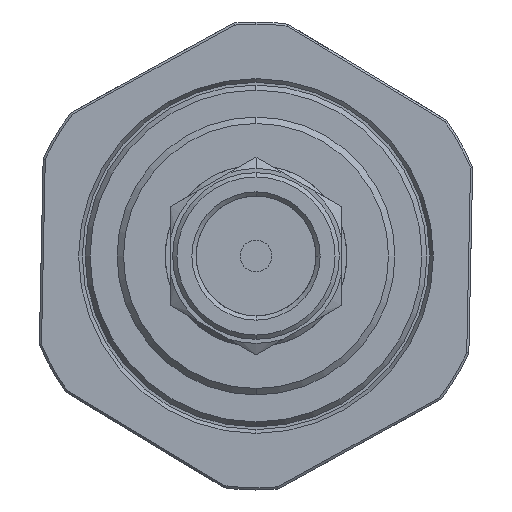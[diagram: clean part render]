
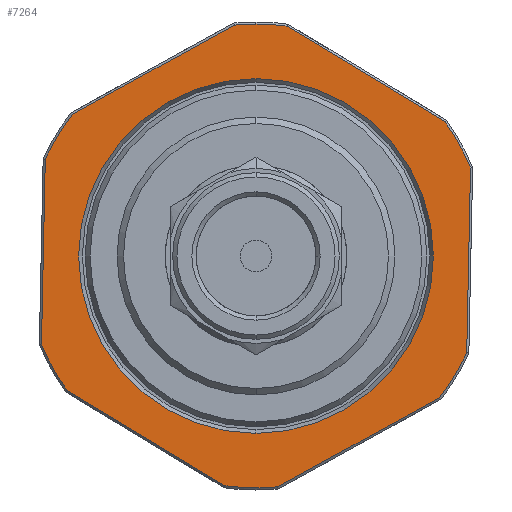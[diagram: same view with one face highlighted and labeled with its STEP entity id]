
A CAD part, front view. The second image highlights one B-rep face of the part: STEP entity #7264.
In plain terms, the highlighted planar face has unit normal (0, -1, 0).
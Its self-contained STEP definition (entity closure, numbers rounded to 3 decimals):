
#6 = CARTESIAN_POINT ( 'NONE',  ( 8.603, -17., -6.624 ) ) ;
#70 = VERTEX_POINT ( 'NONE', #6459 ) ;
#99 = EDGE_CURVE ( 'NONE', #6114, #6468, #3603, .T. ) ;
#160 = CARTESIAN_POINT ( 'NONE',  ( 0., -17., 0. ) ) ;
#192 = CARTESIAN_POINT ( 'NONE',  ( -9.86, -17., 4.528 ) ) ;
#207 = ORIENTED_EDGE ( 'NONE', *, *, #2746, .F. ) ;
#248 = VECTOR ( 'NONE', #5113, 1000. ) ;
#382 = CARTESIAN_POINT ( 'NONE',  ( 1.435, -17., 10.763 ) ) ;
#392 = CARTESIAN_POINT ( 'NONE',  ( 1.453, -17., 10.752 ) ) ;
#395 = DIRECTION ( 'NONE',  ( 0., 0., 1. ) ) ;
#493 = LINE ( 'NONE', #382, #2236 ) ;
#522 = EDGE_CURVE ( 'NONE', #3121, #1512, #3641, .T. ) ;
#524 = CARTESIAN_POINT ( 'NONE',  ( 0., -17., 0. ) ) ;
#549 = CIRCLE ( 'NONE', #4914, 10.85 ) ;
#560 = CARTESIAN_POINT ( 'NONE',  ( 0., -17., 8.3 ) ) ;
#595 = VECTOR ( 'NONE', #5953, 1000. ) ;
#606 = FACE_OUTER_BOUND ( 'NONE', #5432, .T. ) ;
#622 = DIRECTION ( 'NONE',  ( 0.876, 0., 0.482 ) ) ;
#643 = CARTESIAN_POINT ( 'NONE',  ( 8.585, -17., -6.634 ) ) ;
#668 = AXIS2_PLACEMENT_3D ( 'NONE', #160, #1390, #7337 ) ;
#721 = CARTESIAN_POINT ( 'NONE',  ( 0., -17., 0. ) ) ;
#841 = VERTEX_POINT ( 'NONE', #5431 ) ;
#884 = CARTESIAN_POINT ( 'NONE',  ( 0., -17., 0. ) ) ;
#907 = DIRECTION ( 'NONE',  ( 0., -1., 0. ) ) ;
#973 = EDGE_CURVE ( 'NONE', #1712, #841, #4611, .T. ) ;
#1019 = ORIENTED_EDGE ( 'NONE', *, *, #1130, .T. ) ;
#1070 = VERTEX_POINT ( 'NONE', #392 ) ;
#1088 = EDGE_CURVE ( 'NONE', #6773, #6114, #5435, .T. ) ;
#1130 = EDGE_CURVE ( 'NONE', #6170, #6301, #4174, .T. ) ;
#1361 = AXIS2_PLACEMENT_3D ( 'NONE', #7453, #5024, #7413 ) ;
#1390 = DIRECTION ( 'NONE',  ( 0., -1., 0. ) ) ;
#1449 = DIRECTION ( 'NONE',  ( 0., -1., 0. ) ) ;
#1499 = EDGE_CURVE ( 'NONE', #1512, #6773, #5678, .T. ) ;
#1512 = VERTEX_POINT ( 'NONE', #5569 ) ;
#1692 = EDGE_CURVE ( 'NONE', #1962, #1070, #493, .T. ) ;
#1712 = VERTEX_POINT ( 'NONE', #2195 ) ;
#1739 = CARTESIAN_POINT ( 'NONE',  ( 9.86, -17., -4.528 ) ) ;
#1757 = PLANE ( 'NONE',  #5016 ) ;
#1962 = VERTEX_POINT ( 'NONE', #3188 ) ;
#2195 = CARTESIAN_POINT ( 'NONE',  ( -8.851, -17., -6.275 ) ) ;
#2207 = DIRECTION ( 'NONE',  ( 0., -1., 0. ) ) ;
#2214 = EDGE_CURVE ( 'NONE', #5981, #1962, #2726, .T. ) ;
#2236 = VECTOR ( 'NONE', #5135, 1000. ) ;
#2240 = VERTEX_POINT ( 'NONE', #560 ) ;
#2380 = DIRECTION ( 'NONE',  ( 1., 0., 0. ) ) ;
#2530 = ORIENTED_EDGE ( 'NONE', *, *, #3271, .T. ) ;
#2726 = CIRCLE ( 'NONE', #6356, 10.85 ) ;
#2746 = EDGE_CURVE ( 'NONE', #2240, #70, #5027, .T. ) ;
#2753 = CARTESIAN_POINT ( 'NONE',  ( -10.038, -17., -4.118 ) ) ;
#2893 = DIRECTION ( 'NONE',  ( 0., -1., 0. ) ) ;
#2971 = CARTESIAN_POINT ( 'NONE',  ( -10.039, -17., -4.139 ) ) ;
#3059 = AXIS2_PLACEMENT_3D ( 'NONE', #3970, #2207, #4603 ) ;
#3121 = VERTEX_POINT ( 'NONE', #6513 ) ;
#3188 = CARTESIAN_POINT ( 'NONE',  ( 8.851, -17., 6.275 ) ) ;
#3209 = CARTESIAN_POINT ( 'NONE',  ( 0., -17., 0. ) ) ;
#3271 = EDGE_CURVE ( 'NONE', #6817, #5981, #5095, .T. ) ;
#3476 = ORIENTED_EDGE ( 'NONE', *, *, #1088, .T. ) ;
#3484 = DIRECTION ( 'NONE',  ( 0., -1., 0. ) ) ;
#3494 = CARTESIAN_POINT ( 'NONE',  ( 10.038, -17., 4.118 ) ) ;
#3603 = LINE ( 'NONE', #2971, #595 ) ;
#3641 = CIRCLE ( 'NONE', #4023, 10.85 ) ;
#3676 = FACE_BOUND ( 'NONE', #5390, .T. ) ;
#3736 = EDGE_CURVE ( 'NONE', #70, #2240, #4566, .T. ) ;
#3763 = AXIS2_PLACEMENT_3D ( 'NONE', #884, #6350, #6388 ) ;
#3786 = ORIENTED_EDGE ( 'NONE', *, *, #522, .T. ) ;
#3970 = CARTESIAN_POINT ( 'NONE',  ( 0., -17., 0. ) ) ;
#3978 = CARTESIAN_POINT ( 'NONE',  ( -1.435, -17., -10.763 ) ) ;
#4005 = VECTOR ( 'NONE', #622, 1000. ) ;
#4023 = AXIS2_PLACEMENT_3D ( 'NONE', #4621, #907, #5705 ) ;
#4119 = DIRECTION ( 'NONE',  ( 0., 0., 1. ) ) ;
#4174 = LINE ( 'NONE', #6, #4005 ) ;
#4341 = AXIS2_PLACEMENT_3D ( 'NONE', #3209, #1449, #5129 ) ;
#4368 = CIRCLE ( 'NONE', #1361, 10.85 ) ;
#4384 = VECTOR ( 'NONE', #5679, 1000. ) ;
#4473 = EDGE_CURVE ( 'NONE', #841, #6170, #549, .T. ) ;
#4566 = CIRCLE ( 'NONE', #4341, 8.3 ) ;
#4603 = DIRECTION ( 'NONE',  ( 0., 0., 1. ) ) ;
#4611 = LINE ( 'NONE', #3978, #248 ) ;
#4621 = CARTESIAN_POINT ( 'NONE',  ( 0., -17., 0. ) ) ;
#4820 = CARTESIAN_POINT ( 'NONE',  ( 0., -17., 0. ) ) ;
#4829 = CIRCLE ( 'NONE', #7448, 10.85 ) ;
#4903 = CARTESIAN_POINT ( 'NONE',  ( 1.009, -17., -10.803 ) ) ;
#4914 = AXIS2_PLACEMENT_3D ( 'NONE', #6871, #7133, #395 ) ;
#4927 = ORIENTED_EDGE ( 'NONE', *, *, #7586, .T. ) ;
#5016 = AXIS2_PLACEMENT_3D ( 'NONE', #721, #5439, #2380 ) ;
#5024 = DIRECTION ( 'NONE',  ( 0., -1., 0. ) ) ;
#5027 = CIRCLE ( 'NONE', #668, 8.3 ) ;
#5095 = LINE ( 'NONE', #7528, #4384 ) ;
#5113 = DIRECTION ( 'NONE',  ( 0.856, 0., -0.518 ) ) ;
#5129 = DIRECTION ( 'NONE',  ( 0., 0., -1. ) ) ;
#5132 = ORIENTED_EDGE ( 'NONE', *, *, #1692, .T. ) ;
#5135 = DIRECTION ( 'NONE',  ( -0.856, 0., 0.518 ) ) ;
#5233 = CARTESIAN_POINT ( 'NONE',  ( -8.585, -17., 6.634 ) ) ;
#5277 = ORIENTED_EDGE ( 'NONE', *, *, #5420, .T. ) ;
#5390 = EDGE_LOOP ( 'NONE', ( #7671, #207 ) ) ;
#5420 = EDGE_CURVE ( 'NONE', #6468, #1712, #4368, .T. ) ;
#5431 = CARTESIAN_POINT ( 'NONE',  ( -1.453, -17., -10.752 ) ) ;
#5432 = EDGE_LOOP ( 'NONE', ( #6983, #7368, #1019, #5996, #2530, #6953, #5132, #4927, #3786, #7311, #3476, #6126, #5277 ) ) ;
#5435 = CIRCLE ( 'NONE', #3059, 10.85 ) ;
#5439 = DIRECTION ( 'NONE',  ( 0., 1., 0. ) ) ;
#5521 = CIRCLE ( 'NONE', #3763, 10.85 ) ;
#5569 = CARTESIAN_POINT ( 'NONE',  ( -1.009, -17., 10.803 ) ) ;
#5678 = LINE ( 'NONE', #6156, #7240 ) ;
#5679 = DIRECTION ( 'NONE',  ( 0.021, 0., 1. ) ) ;
#5705 = DIRECTION ( 'NONE',  ( 0., 0., 1. ) ) ;
#5953 = DIRECTION ( 'NONE',  ( -0.021, 0., -1. ) ) ;
#5981 = VERTEX_POINT ( 'NONE', #3494 ) ;
#5996 = ORIENTED_EDGE ( 'NONE', *, *, #6302, .T. ) ;
#6114 = VERTEX_POINT ( 'NONE', #192 ) ;
#6126 = ORIENTED_EDGE ( 'NONE', *, *, #99, .T. ) ;
#6156 = CARTESIAN_POINT ( 'NONE',  ( -8.603, -17., 6.624 ) ) ;
#6170 = VERTEX_POINT ( 'NONE', #4903 ) ;
#6301 = VERTEX_POINT ( 'NONE', #643 ) ;
#6302 = EDGE_CURVE ( 'NONE', #6301, #6817, #4829, .T. ) ;
#6350 = DIRECTION ( 'NONE',  ( 0., -1., 0. ) ) ;
#6356 = AXIS2_PLACEMENT_3D ( 'NONE', #524, #2893, #7006 ) ;
#6388 = DIRECTION ( 'NONE',  ( 0., 0., 1. ) ) ;
#6459 = CARTESIAN_POINT ( 'NONE',  ( 0., -17., -8.3 ) ) ;
#6468 = VERTEX_POINT ( 'NONE', #2753 ) ;
#6513 = CARTESIAN_POINT ( 'NONE',  ( 0., -17., 10.85 ) ) ;
#6773 = VERTEX_POINT ( 'NONE', #5233 ) ;
#6817 = VERTEX_POINT ( 'NONE', #1739 ) ;
#6857 = DIRECTION ( 'NONE',  ( -0.876, 0., -0.482 ) ) ;
#6871 = CARTESIAN_POINT ( 'NONE',  ( 0., -17., 0. ) ) ;
#6953 = ORIENTED_EDGE ( 'NONE', *, *, #2214, .T. ) ;
#6983 = ORIENTED_EDGE ( 'NONE', *, *, #973, .T. ) ;
#7006 = DIRECTION ( 'NONE',  ( 0., 0., 1. ) ) ;
#7133 = DIRECTION ( 'NONE',  ( 0., -1., 0. ) ) ;
#7240 = VECTOR ( 'NONE', #6857, 1000. ) ;
#7264 = ADVANCED_FACE ( 'NONE', ( #606, #3676 ), #1757, .F. ) ;
#7311 = ORIENTED_EDGE ( 'NONE', *, *, #1499, .T. ) ;
#7337 = DIRECTION ( 'NONE',  ( 0., 0., -1. ) ) ;
#7368 = ORIENTED_EDGE ( 'NONE', *, *, #4473, .T. ) ;
#7413 = DIRECTION ( 'NONE',  ( 0., 0., 1. ) ) ;
#7448 = AXIS2_PLACEMENT_3D ( 'NONE', #4820, #3484, #4119 ) ;
#7453 = CARTESIAN_POINT ( 'NONE',  ( 0., -17., 0. ) ) ;
#7528 = CARTESIAN_POINT ( 'NONE',  ( 10.039, -17., 4.139 ) ) ;
#7586 = EDGE_CURVE ( 'NONE', #1070, #3121, #5521, .T. ) ;
#7671 = ORIENTED_EDGE ( 'NONE', *, *, #3736, .F. ) ;
